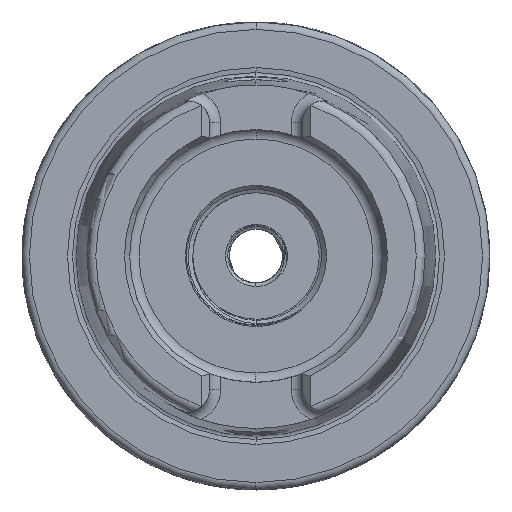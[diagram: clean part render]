
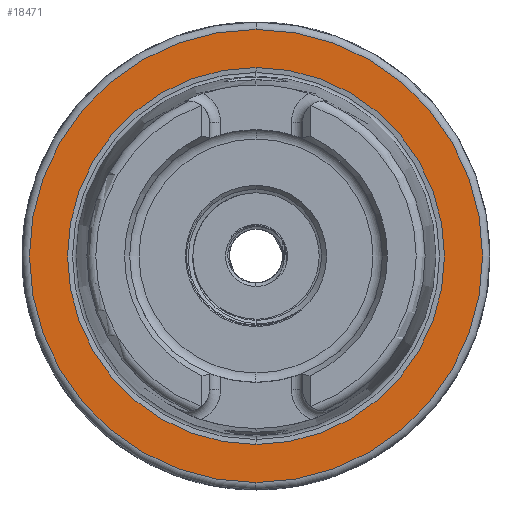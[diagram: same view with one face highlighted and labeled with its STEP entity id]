
A CAD part, left-side view. The second image highlights one B-rep face of the part: STEP entity #18471.
In plain terms, the highlighted planar face has unit normal (-1, 0, 0).
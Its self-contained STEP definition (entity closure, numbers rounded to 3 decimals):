
#142 = EDGE_CURVE ( 'NONE', #18968, #19053, #21116, .T. ) ;
#195 = EDGE_CURVE ( 'NONE', #19011, #19089, #21177, .T. ) ;
#614 = EDGE_CURVE ( 'NONE', #19053, #18968, #20406, .T. ) ;
#678 = EDGE_CURVE ( 'NONE', #19089, #19011, #20523, .T. ) ;
#735 = AXIS2_PLACEMENT_3D ( 'NONE', #923, #950, #944 ) ;
#763 = AXIS2_PLACEMENT_3D ( 'NONE', #2122, #2123, #2124 ) ;
#923 = CARTESIAN_POINT ( 'NONE',  ( 0., 0., 0. ) ) ;
#944 = DIRECTION ( 'NONE',  ( 0., 0., -1. ) ) ;
#950 = DIRECTION ( 'NONE',  ( 1., 0., 0. ) ) ;
#2122 = CARTESIAN_POINT ( 'NONE',  ( 0., 0., 0. ) ) ;
#2123 = DIRECTION ( 'NONE',  ( -1., 0., 0. ) ) ;
#2124 = DIRECTION ( 'NONE',  ( 0., 0., 1. ) ) ;
#3599 = AXIS2_PLACEMENT_3D ( 'NONE', #6420, #6396, #6384 ) ;
#3603 = AXIS2_PLACEMENT_3D ( 'NONE', #5875, #5842, #5873 ) ;
#3770 = AXIS2_PLACEMENT_3D ( 'NONE', #10115, #10129, #10119 ) ;
#5842 = DIRECTION ( 'NONE',  ( 1., 0., 0. ) ) ;
#5873 = DIRECTION ( 'NONE',  ( 0., 0., -1. ) ) ;
#5875 = CARTESIAN_POINT ( 'NONE',  ( 0., 0., 0. ) ) ;
#6384 = DIRECTION ( 'NONE',  ( 0., 0., 1. ) ) ;
#6396 = DIRECTION ( 'NONE',  ( -1., 0., 0. ) ) ;
#6420 = CARTESIAN_POINT ( 'NONE',  ( 0., 0., 0. ) ) ;
#10115 = CARTESIAN_POINT ( 'NONE',  ( 0., 25.369, 0. ) ) ;
#10119 = DIRECTION ( 'NONE',  ( 0., 0., 1. ) ) ;
#10129 = DIRECTION ( 'NONE',  ( -1., 0., 0. ) ) ;
#10140 = PLANE ( 'NONE',  #3770 ) ;
#16672 = CARTESIAN_POINT ( 'NONE',  ( 0., 0., -30.5 ) ) ;
#17739 = CARTESIAN_POINT ( 'NONE',  ( 0., 0., 25.369 ) ) ;
#17772 = CARTESIAN_POINT ( 'NONE',  ( 0., 0., 30.5 ) ) ;
#17831 = CARTESIAN_POINT ( 'NONE',  ( 0., 0., -25.369 ) ) ;
#18471 = ADVANCED_FACE ( 'NONE', ( #20800, #20806 ), #10140, .T. ) ;
#18775 = EDGE_LOOP ( 'NONE', ( #20951, #20946 ) ) ;
#18776 = EDGE_LOOP ( 'NONE', ( #20918, #20939 ) ) ;
#18968 = VERTEX_POINT ( 'NONE', #17739 ) ;
#19011 = VERTEX_POINT ( 'NONE', #17772 ) ;
#19053 = VERTEX_POINT ( 'NONE', #17831 ) ;
#19089 = VERTEX_POINT ( 'NONE', #16672 ) ;
#20406 = CIRCLE ( 'NONE', #3603, 25.369 ) ;
#20523 = CIRCLE ( 'NONE', #3599, 30.5 ) ;
#20800 = FACE_OUTER_BOUND ( 'NONE', #18775, .T. ) ;
#20806 = FACE_BOUND ( 'NONE', #18776, .T. ) ;
#20918 = ORIENTED_EDGE ( 'NONE', *, *, #142, .T. ) ;
#20939 = ORIENTED_EDGE ( 'NONE', *, *, #614, .T. ) ;
#20946 = ORIENTED_EDGE ( 'NONE', *, *, #678, .T. ) ;
#20951 = ORIENTED_EDGE ( 'NONE', *, *, #195, .T. ) ;
#21116 = CIRCLE ( 'NONE', #735, 25.369 ) ;
#21177 = CIRCLE ( 'NONE', #763, 30.5 ) ;
